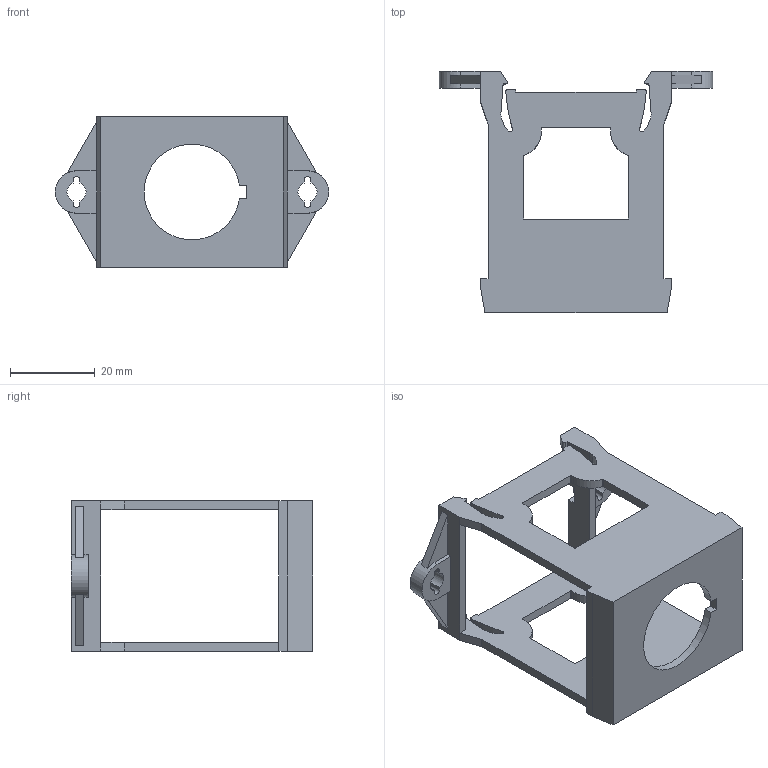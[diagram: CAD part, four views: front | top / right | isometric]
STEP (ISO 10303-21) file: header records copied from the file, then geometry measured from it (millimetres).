
FILE_DESCRIPTION((''),'2;1');
FILE_NAME('F-129S','2023-07-05T',('Administrator'),('zyb.com'),'PRO/ENGINEER BY PARAMETRIC TECHNOLOGY CORPORATION, 2010280','PRO/ENGINEER BY PARAMETRIC TECHNOLOGY CORPORATION, 2010280','');
FILE_SCHEMA(('AUTOMOTIVE_DESIGN { 1 0 10303 214 1 1 1 1 }'));
Length unit declared in the file: millimetre
Products named in the file (1): F-129S
Bounding box: 64.5 x 57 x 35.5 mm (x, y, z)
Volume: 11487.9 mm3; surface area: 13038.5 mm2
Topology: 1 solids, 1 shells, 164 faces, 494 edges, 328 vertices
Faces by surface type: plane 107, cylinder 57
Entity records: 7184 total; most frequent: CARTESIAN_POINT 988, ORIENTED_EDGE 988, DIRECTION 944, PRESENTATION_STYLE_ASSIGNMENT 495, STYLED_ITEM 495, CURVE_STYLE 494, EDGE_CURVE 494, VECTOR 372
